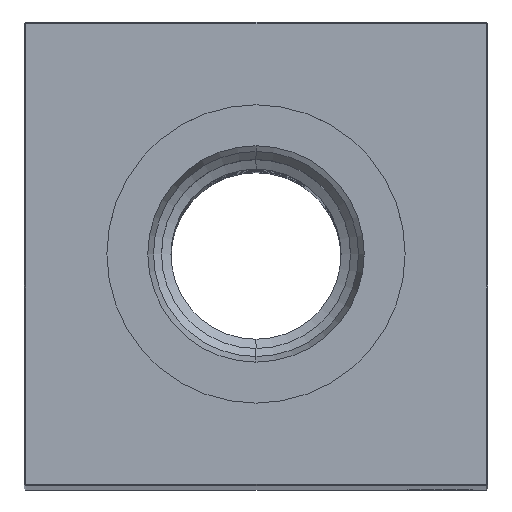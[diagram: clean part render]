
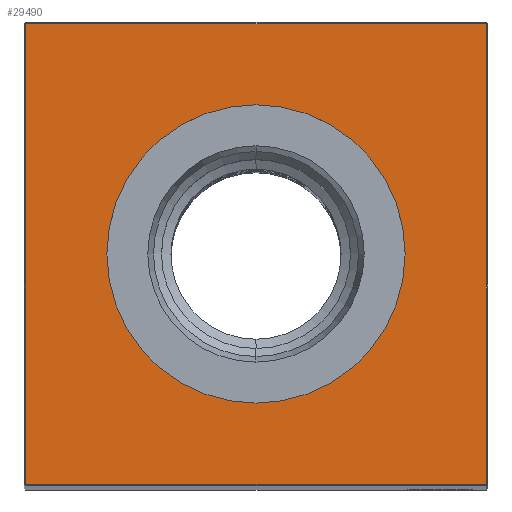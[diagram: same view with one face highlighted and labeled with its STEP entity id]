
A CAD part, top view. The second image highlights one B-rep face of the part: STEP entity #29490.
In plain terms, the highlighted planar face has unit normal (0, 0, 1).
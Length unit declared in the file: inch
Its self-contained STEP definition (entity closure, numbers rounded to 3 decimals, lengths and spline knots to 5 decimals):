
#1592 = EDGE_LOOP ( 'NONE', ( #9236, #16722, #5351, #7365 ) ) ;
#2144 = VERTEX_POINT ( 'NONE', #25955 ) ;
#3071 = CARTESIAN_POINT ( 'NONE',  ( 0., 0., 15.25 ) ) ;
#3204 = LINE ( 'NONE', #19311, #29300 ) ;
#3229 = FACE_OUTER_BOUND ( 'NONE', #1592, .T. ) ;
#3374 = ORIENTED_EDGE ( 'NONE', *, *, #21433, .T. ) ;
#3616 = DIRECTION ( 'NONE',  ( 0., 0., -1. ) ) ;
#3790 = AXIS2_PLACEMENT_3D ( 'NONE', #23686, #3616, #12818 ) ;
#4361 = VERTEX_POINT ( 'NONE', #15170 ) ;
#5351 = ORIENTED_EDGE ( 'NONE', *, *, #24878, .T. ) ;
#5451 = LINE ( 'NONE', #7119, #16173 ) ;
#5464 = VERTEX_POINT ( 'NONE', #5538 ) ;
#5538 = CARTESIAN_POINT ( 'NONE',  ( -1.49, 1.49, 15.25 ) ) ;
#5744 = CIRCLE ( 'NONE', #3790, 0.96457 ) ;
#7119 = CARTESIAN_POINT ( 'NONE',  ( 0., 1.49, 15.25 ) ) ;
#7365 = ORIENTED_EDGE ( 'NONE', *, *, #15247, .T. ) ;
#7382 = CIRCLE ( 'NONE', #28560, 0.96457 ) ;
#7442 = DIRECTION ( 'NONE',  ( 0., 1., 0. ) ) ;
#7539 = CARTESIAN_POINT ( 'NONE',  ( 0., 0., 15.25 ) ) ;
#8230 = CARTESIAN_POINT ( 'NONE',  ( 0., 0.96457, 15.25 ) ) ;
#9236 = ORIENTED_EDGE ( 'NONE', *, *, #28962, .T. ) ;
#9397 = ORIENTED_EDGE ( 'NONE', *, *, #18517, .T. ) ;
#12097 = DIRECTION ( 'NONE',  ( -1., 0., 0. ) ) ;
#12818 = DIRECTION ( 'NONE',  ( -1., 0., 0. ) ) ;
#13736 = CARTESIAN_POINT ( 'NONE',  ( -1.49, -1.49, 15.25 ) ) ;
#14089 = VERTEX_POINT ( 'NONE', #8230 ) ;
#14312 = VERTEX_POINT ( 'NONE', #13736 ) ;
#14536 = FACE_BOUND ( 'NONE', #19006, .T. ) ;
#15170 = CARTESIAN_POINT ( 'NONE',  ( 1.49, -1.49, 15.25 ) ) ;
#15247 = EDGE_CURVE ( 'NONE', #20663, #5464, #5451, .T. ) ;
#15466 = LINE ( 'NONE', #29347, #22858 ) ;
#16173 = VECTOR ( 'NONE', #12097, 39.37008 ) ;
#16722 = ORIENTED_EDGE ( 'NONE', *, *, #18217, .T. ) ;
#17088 = DIRECTION ( 'NONE',  ( 0., 0., -1. ) ) ;
#17159 = DIRECTION ( 'NONE',  ( 0., 0., -1. ) ) ;
#17642 = LINE ( 'NONE', #20328, #24334 ) ;
#18055 = AXIS2_PLACEMENT_3D ( 'NONE', #3071, #17088, #26149 ) ;
#18217 = EDGE_CURVE ( 'NONE', #14312, #4361, #17642, .T. ) ;
#18517 = EDGE_CURVE ( 'NONE', #14089, #2144, #5744, .T. ) ;
#19006 = EDGE_LOOP ( 'NONE', ( #9397, #3374 ) ) ;
#19311 = CARTESIAN_POINT ( 'NONE',  ( 1.49, 0., 15.25 ) ) ;
#20328 = CARTESIAN_POINT ( 'NONE',  ( 0., -1.49, 15.25 ) ) ;
#20663 = VERTEX_POINT ( 'NONE', #28843 ) ;
#21433 = EDGE_CURVE ( 'NONE', #2144, #14089, #7382, .T. ) ;
#22858 = VECTOR ( 'NONE', #24669, 39.37008 ) ;
#23686 = CARTESIAN_POINT ( 'NONE',  ( 0., 0., 15.25 ) ) ;
#23744 = PLANE ( 'NONE',  #18055 ) ;
#24334 = VECTOR ( 'NONE', #29542, 39.37008 ) ;
#24669 = DIRECTION ( 'NONE',  ( 0., -1., 0. ) ) ;
#24878 = EDGE_CURVE ( 'NONE', #4361, #20663, #3204, .T. ) ;
#25930 = DIRECTION ( 'NONE',  ( -1., 0., 0. ) ) ;
#25955 = CARTESIAN_POINT ( 'NONE',  ( 0., -0.96457, 15.25 ) ) ;
#26149 = DIRECTION ( 'NONE',  ( -1., 0., 0. ) ) ;
#28560 = AXIS2_PLACEMENT_3D ( 'NONE', #7539, #17159, #25930 ) ;
#28843 = CARTESIAN_POINT ( 'NONE',  ( 1.49, 1.49, 15.25 ) ) ;
#28962 = EDGE_CURVE ( 'NONE', #5464, #14312, #15466, .T. ) ;
#29300 = VECTOR ( 'NONE', #7442, 39.37008 ) ;
#29347 = CARTESIAN_POINT ( 'NONE',  ( -1.49, 0., 15.25 ) ) ;
#29490 = ADVANCED_FACE ( 'NONE', ( #3229, #14536 ), #23744, .F. ) ;
#29542 = DIRECTION ( 'NONE',  ( 1., 0., 0. ) ) ;
